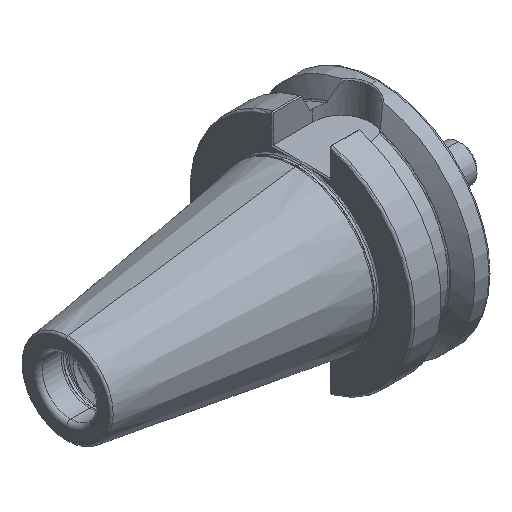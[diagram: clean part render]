
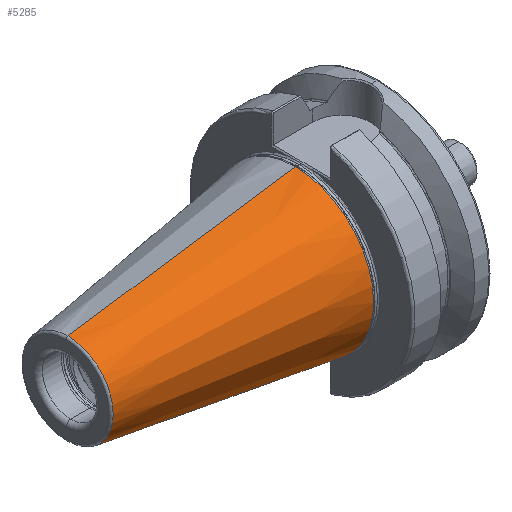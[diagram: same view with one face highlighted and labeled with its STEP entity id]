
A CAD part, isometric view. The second image highlights one B-rep face of the part: STEP entity #5285.
In plain terms, the highlighted conical face has half-angle 8.297 degrees and reference radius 34.998 mm.
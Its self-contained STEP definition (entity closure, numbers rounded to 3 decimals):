
#1396 = VERTEX_POINT ( 'NONE', #5865 ) ;
#1397 = VERTEX_POINT ( 'NONE', #5866 ) ;
#1398 = VERTEX_POINT ( 'NONE', #5867 ) ;
#1399 = VERTEX_POINT ( 'NONE', #5868 ) ;
#2149 = VECTOR ( 'NONE', #4827, 1000. ) ;
#2151 = VECTOR ( 'NONE', #4833, 1000. ) ;
#2641 = FACE_OUTER_BOUND ( 'NONE', #6351, .T. ) ;
#2645 = AXIS2_PLACEMENT_3D ( 'NONE', #3272, #3273, #3274 ) ;
#3272 = CARTESIAN_POINT ( 'NONE',  ( -2.5, 0., 0. ) ) ;
#3273 = DIRECTION ( 'NONE',  ( 1., 0., 0. ) ) ;
#3274 = DIRECTION ( 'NONE',  ( 0., 0., -1. ) ) ;
#3559 = CARTESIAN_POINT ( 'NONE',  ( -103.944, 0., 0. ) ) ;
#3560 = DIRECTION ( 'NONE',  ( 1., 0., 0. ) ) ;
#3561 = DIRECTION ( 'NONE',  ( 0., 0., -1. ) ) ;
#3562 = CARTESIAN_POINT ( 'NONE',  ( -2.5, 0., 0. ) ) ;
#3563 = DIRECTION ( 'NONE',  ( 1., 0., 0. ) ) ;
#3564 = DIRECTION ( 'NONE',  ( 0., 0., -1. ) ) ;
#4642 = AXIS2_PLACEMENT_3D ( 'NONE', #3559, #3560, #3561 ) ;
#4643 = AXIS2_PLACEMENT_3D ( 'NONE', #3562, #3563, #3564 ) ;
#4825 = LINE ( 'NONE', #4826, #2149 ) ;
#4826 = CARTESIAN_POINT ( 'NONE',  ( -2.5, 0., 34.998 ) ) ;
#4827 = DIRECTION ( 'NONE',  ( 0.99, 0., 0.144 ) ) ;
#4831 = LINE ( 'NONE', #4832, #2151 ) ;
#4832 = CARTESIAN_POINT ( 'NONE',  ( -2.5, 0., -34.998 ) ) ;
#4833 = DIRECTION ( 'NONE',  ( 0.99, 0., -0.144 ) ) ;
#5285 = ADVANCED_FACE ( 'NONE', ( #2641 ), #7143, .T. ) ;
#5865 = CARTESIAN_POINT ( 'NONE',  ( -2.5, 0., -34.998 ) ) ;
#5866 = CARTESIAN_POINT ( 'NONE',  ( -2.5, 0., 34.998 ) ) ;
#5867 = CARTESIAN_POINT ( 'NONE',  ( -103.944, 0., -20.204 ) ) ;
#5868 = CARTESIAN_POINT ( 'NONE',  ( -103.944, 0., 20.204 ) ) ;
#6082 = ORIENTED_EDGE ( 'NONE', *, *, #7073, .F. ) ;
#6083 = ORIENTED_EDGE ( 'NONE', *, *, #7094, .F. ) ;
#6084 = ORIENTED_EDGE ( 'NONE', *, *, #7072, .T. ) ;
#6085 = ORIENTED_EDGE ( 'NONE', *, *, #7096, .T. ) ;
#6351 = EDGE_LOOP ( 'NONE', ( #6083, #6084, #6085, #6082 ) ) ;
#7072 = EDGE_CURVE ( 'NONE', #1399, #1398, #7231, .T. ) ;
#7073 = EDGE_CURVE ( 'NONE', #1397, #1396, #7232, .T. ) ;
#7094 = EDGE_CURVE ( 'NONE', #1399, #1397, #4825, .T. ) ;
#7096 = EDGE_CURVE ( 'NONE', #1398, #1396, #4831, .T. ) ;
#7143 = CONICAL_SURFACE ( 'NONE', #2645, 34.998, 0.145 ) ;
#7231 = CIRCLE ( 'NONE', #4642, 20.204 ) ;
#7232 = CIRCLE ( 'NONE', #4643, 34.998 ) ;
